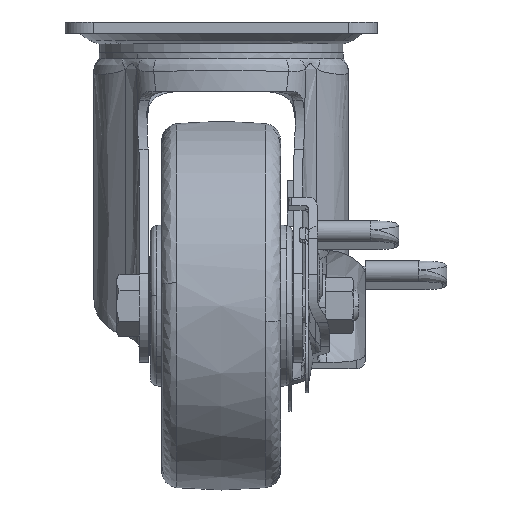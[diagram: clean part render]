
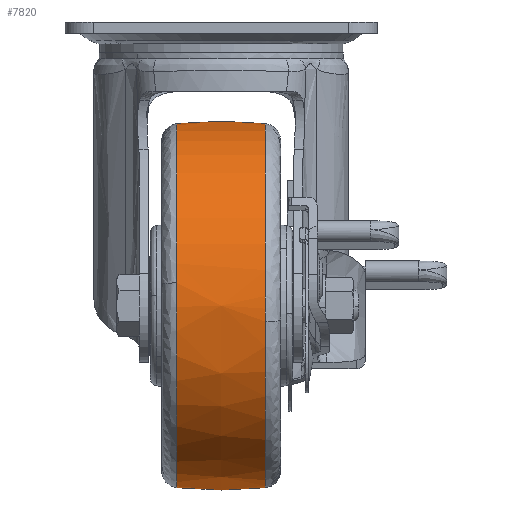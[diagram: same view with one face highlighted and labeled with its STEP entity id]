
A CAD part, left-side view. The second image highlights one B-rep face of the part: STEP entity #7820.
In plain terms, the highlighted free-form (B-spline) face has degree [2, 2] with [5, 7] control points.
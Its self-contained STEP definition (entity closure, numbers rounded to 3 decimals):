
#7514=CARTESIAN_POINT('',(-103.678,15.625,-91.956));
#7515=VERTEX_POINT('',#7514);
#7529=CARTESIAN_POINT('',(-40.0,15.625,-35.816));
#7530=VERTEX_POINT('',#7529);
#7531=CARTESIAN_POINT('',(-40.0,15.625,-35.816));
#7532=CARTESIAN_POINT('',(-96.586,15.625,-35.816));
#7533=CARTESIAN_POINT('',(-103.678,15.625,-91.956));
#7541=(BOUNDED_CURVE()B_SPLINE_CURVE(2,(#7531,#7532,#7533),.UNSPECIFIED.,.F.,.U.)B_SPLINE_CURVE_WITH_KNOTS((3,3),(0.5,0.728),.UNSPECIFIED.)CURVE()GEOMETRIC_REPRESENTATION_ITEM()RATIONAL_B_SPLINE_CURVE((1.0,0.733,0.954))REPRESENTATION_ITEM(''));
#7542=EDGE_CURVE('',#7530,#7515,#7541,.T.);
#7608=CARTESIAN_POINT('',(-40.0,15.625,-164.184));
#7609=VERTEX_POINT('',#7608);
#7623=CARTESIAN_POINT('',(-103.678,15.625,-91.956));
#7624=CARTESIAN_POINT('',(-104.184,15.625,-95.962));
#7625=CARTESIAN_POINT('',(-104.184,15.625,-100.));
#7626=CARTESIAN_POINT('',(-104.184,15.625,-164.184));
#7627=CARTESIAN_POINT('',(-40.0,15.625,-164.184));
#7635=(BOUNDED_CURVE()B_SPLINE_CURVE(2,(#7623,#7624,#7625,#7626,#7627),.UNSPECIFIED.,.F.,.U.)B_SPLINE_CURVE_WITH_KNOTS((3,2,3),(0.728,0.75,1.0),.UNSPECIFIED.)CURVE()GEOMETRIC_REPRESENTATION_ITEM()RATIONAL_B_SPLINE_CURVE((0.954,0.975,1.0,0.707,1.0))REPRESENTATION_ITEM(''));
#7636=EDGE_CURVE('',#7515,#7609,#7635,.T.);
#7686=CARTESIAN_POINT('',(-40.0,-15.625,-164.184));
#7687=VERTEX_POINT('',#7686);
#7688=CARTESIAN_POINT('',(-40.0,-15.625,-164.184));
#7689=CARTESIAN_POINT('',(-40.0,-10.922,-164.677));
#7690=CARTESIAN_POINT('',(-40.0,-0.492,-165.272));
#7691=CARTESIAN_POINT('',(-40.0,9.949,-164.779));
#7692=CARTESIAN_POINT('',(-40.0,15.625,-164.184));
#7693=B_SPLINE_CURVE_WITH_KNOTS('',3,(#7688,#7689,#7690,#7691,#7692),.UNSPECIFIED.,.F.,.U.,(4,1,4),(0.,14.186,31.307),.UNSPECIFIED.);
#7694=EDGE_CURVE('',#7687,#7609,#7693,.T.);
#7698=CARTESIAN_POINT('',(-40.0,-15.625,-35.816));
#7699=VERTEX_POINT('',#7698);
#7700=CARTESIAN_POINT('',(-40.0,-15.625,-35.816));
#7701=CARTESIAN_POINT('',(-40.0,-11.084,-35.34));
#7702=CARTESIAN_POINT('',(-40.0,-0.656,-34.728));
#7703=CARTESIAN_POINT('',(-40.0,9.787,-35.204));
#7704=CARTESIAN_POINT('',(-40.0,15.625,-35.816));
#7705=B_SPLINE_CURVE_WITH_KNOTS('',3,(#7700,#7701,#7702,#7703,#7704),.UNSPECIFIED.,.F.,.U.,(4,1,4),(0.,13.697,31.307),.UNSPECIFIED.);
#7706=EDGE_CURVE('',#7699,#7530,#7705,.T.);
#7741=CARTESIAN_POINT('',(-38.21,-17.198,-35.989));
#7742=CARTESIAN_POINT('',(-38.183,-8.628,-35.));
#7743=CARTESIAN_POINT('',(-38.183,0.0,-35.));
#7744=CARTESIAN_POINT('',(-38.183,8.628,-35.));
#7745=CARTESIAN_POINT('',(-38.21,17.198,-35.989));
#7746=CARTESIAN_POINT('',(-39.1,-17.198,-35.989));
#7747=CARTESIAN_POINT('',(-39.086,-8.628,-35.));
#7748=CARTESIAN_POINT('',(-39.086,0.0,-35.));
#7749=CARTESIAN_POINT('',(-39.086,8.628,-35.));
#7750=CARTESIAN_POINT('',(-39.1,17.198,-35.989));
#7751=CARTESIAN_POINT('',(-104.011,-17.198,-35.989));
#7752=CARTESIAN_POINT('',(-105.,-8.628,-35.));
#7753=CARTESIAN_POINT('',(-105.,0.0,-35.));
#7754=CARTESIAN_POINT('',(-105.,8.628,-35.));
#7755=CARTESIAN_POINT('',(-104.011,17.198,-35.989));
#7756=CARTESIAN_POINT('',(-104.011,-17.198,-100.));
#7757=CARTESIAN_POINT('',(-105.,-8.628,-100.0));
#7758=CARTESIAN_POINT('',(-105.,0.0,-100.0));
#7759=CARTESIAN_POINT('',(-105.,8.628,-100.0));
#7760=CARTESIAN_POINT('',(-104.011,17.198,-100.));
#7761=CARTESIAN_POINT('',(-104.011,-17.198,-164.011));
#7762=CARTESIAN_POINT('',(-105.,-8.628,-165.));
#7763=CARTESIAN_POINT('',(-105.,0.0,-165.));
#7764=CARTESIAN_POINT('',(-105.,8.628,-165.));
#7765=CARTESIAN_POINT('',(-104.011,17.198,-164.011));
#7766=CARTESIAN_POINT('',(-39.1,-17.198,-164.011));
#7767=CARTESIAN_POINT('',(-39.086,-8.628,-165.));
#7768=CARTESIAN_POINT('',(-39.086,0.0,-165.));
#7769=CARTESIAN_POINT('',(-39.086,8.628,-165.));
#7770=CARTESIAN_POINT('',(-39.1,17.198,-164.011));
#7771=CARTESIAN_POINT('',(-38.21,-17.198,-164.011));
#7772=CARTESIAN_POINT('',(-38.183,-8.628,-165.));
#7773=CARTESIAN_POINT('',(-38.183,0.0,-165.));
#7774=CARTESIAN_POINT('',(-38.183,8.628,-165.));
#7775=CARTESIAN_POINT('',(-38.21,17.198,-164.011));
#7783=(BOUNDED_SURFACE()B_SPLINE_SURFACE(2,2,((#7741,#7746,#7751,#7756,#7761,#7766,#7771),(#7742,#7747,#7752,#7757,#7762,#7767,#7772),(#7743,#7748,#7753,#7758,#7763,#7768,#7773),(#7744,#7749,#7754,#7759,#7764,#7769,#7774),(#7745,#7750,#7755,#7760,#7765,#7770,#7775)),.UNSPECIFIED.,.F.,.F.,.U.)B_SPLINE_SURFACE_WITH_KNOTS((3,2,3),(3,1,2,1,3),(0.0,17.442,34.885),(0.0,2.154,109.849,217.545,219.699),.UNSPECIFIED.)GEOMETRIC_REPRESENTATION_ITEM()RATIONAL_B_SPLINE_SURFACE(((0.987,0.981,0.69,0.975,0.69,0.981,0.987),(0.998,0.992,0.697,0.986,0.697,0.992,0.998),(1.012,1.006,0.707,1.0,0.707,1.006,1.012),(0.998,0.992,0.697,0.986,0.697,0.992,0.998),(0.987,0.981,0.69,0.975,0.69,0.981,0.987)))REPRESENTATION_ITEM('')SURFACE());
#7784=ORIENTED_EDGE('',*,*,#7694,.F.);
#7785=CARTESIAN_POINT('',(-103.936,-15.625,-105.639));
#7786=VERTEX_POINT('',#7785);
#7787=CARTESIAN_POINT('',(-103.936,-15.625,-105.639));
#7788=CARTESIAN_POINT('',(-98.773,-15.625,-164.184));
#7789=CARTESIAN_POINT('',(-40.0,-15.625,-164.184));
#7797=(BOUNDED_CURVE()B_SPLINE_CURVE(2,(#7787,#7788,#7789),.UNSPECIFIED.,.F.,.U.)B_SPLINE_CURVE_WITH_KNOTS((3,3),(0.765,1.0),.UNSPECIFIED.)CURVE()GEOMETRIC_REPRESENTATION_ITEM()RATIONAL_B_SPLINE_CURVE((0.966,0.725,1.0))REPRESENTATION_ITEM(''));
#7798=EDGE_CURVE('',#7786,#7687,#7797,.T.);
#7799=ORIENTED_EDGE('',*,*,#7798,.F.);
#7800=CARTESIAN_POINT('',(-40.0,-15.625,-35.816));
#7801=CARTESIAN_POINT('',(-104.184,-15.625,-35.816));
#7802=CARTESIAN_POINT('',(-104.184,-15.625,-100.));
#7803=CARTESIAN_POINT('',(-104.184,-15.625,-102.825));
#7804=CARTESIAN_POINT('',(-103.936,-15.625,-105.639));
#7812=(BOUNDED_CURVE()B_SPLINE_CURVE(2,(#7800,#7801,#7802,#7803,#7804),.UNSPECIFIED.,.F.,.U.)B_SPLINE_CURVE_WITH_KNOTS((3,2,3),(0.5,0.75,0.765),.UNSPECIFIED.)CURVE()GEOMETRIC_REPRESENTATION_ITEM()RATIONAL_B_SPLINE_CURVE((1.0,0.707,1.0,0.982,0.966))REPRESENTATION_ITEM(''));
#7813=EDGE_CURVE('',#7699,#7786,#7812,.T.);
#7814=ORIENTED_EDGE('',*,*,#7813,.F.);
#7815=ORIENTED_EDGE('',*,*,#7706,.T.);
#7816=ORIENTED_EDGE('',*,*,#7542,.T.);
#7817=ORIENTED_EDGE('',*,*,#7636,.T.);
#7818=EDGE_LOOP('',(#7784,#7799,#7814,#7815,#7816,#7817));
#7819=FACE_OUTER_BOUND('',#7818,.T.);
#7820=ADVANCED_FACE('',(#7819),#7783,.T.);
